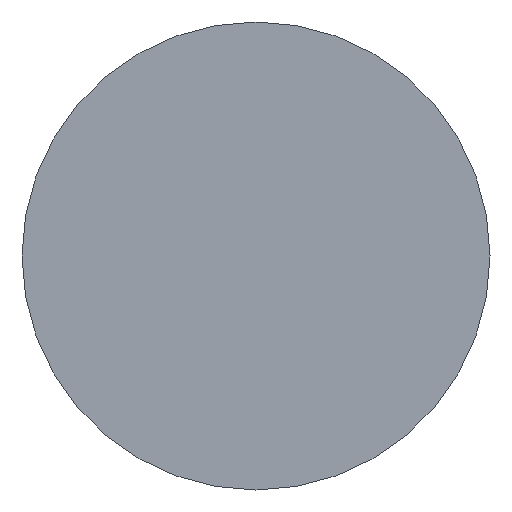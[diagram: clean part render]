
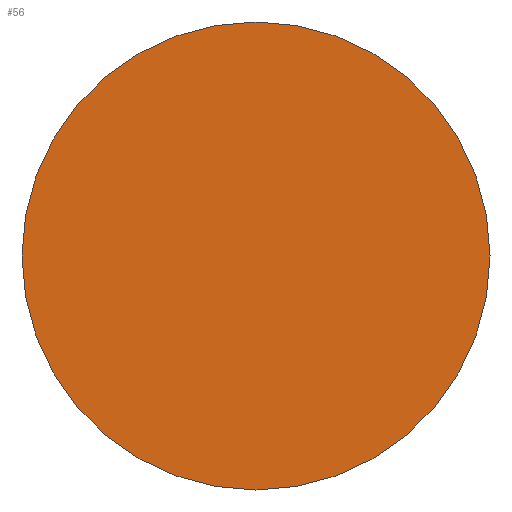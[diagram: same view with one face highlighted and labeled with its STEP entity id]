
A CAD part, left-side view. The second image highlights one B-rep face of the part: STEP entity #56.
In plain terms, the highlighted planar face has unit normal (-1, 0, 0).
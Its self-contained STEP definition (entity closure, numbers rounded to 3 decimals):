
#2 = CARTESIAN_POINT ( 'NONE',  ( -2.5, 0., 0. ) ) ;
#3 = EDGE_LOOP ( 'NONE', ( #17, #16 ) ) ;
#7 = CARTESIAN_POINT ( 'NONE',  ( -2.5, 0., 0. ) ) ;
#10 = CIRCLE ( 'NONE', #40, 25.4 ) ;
#14 = PLANE ( 'NONE',  #117 ) ;
#16 = ORIENTED_EDGE ( 'NONE', *, *, #38, .F. ) ;
#17 = ORIENTED_EDGE ( 'NONE', *, *, #60, .F. ) ;
#18 = AXIS2_PLACEMENT_3D ( 'NONE', #7, #36, #125 ) ;
#36 = DIRECTION ( 'NONE',  ( 1., 0., 0. ) ) ;
#38 = EDGE_CURVE ( 'NONE', #63, #163, #10, .T. ) ;
#40 = AXIS2_PLACEMENT_3D ( 'NONE', #47, #43, #130 ) ;
#43 = DIRECTION ( 'NONE',  ( 1., 0., 0. ) ) ;
#47 = CARTESIAN_POINT ( 'NONE',  ( -2.5, 0., 0. ) ) ;
#56 = ADVANCED_FACE ( 'NONE', ( #82 ), #14, .F. ) ;
#60 = EDGE_CURVE ( 'NONE', #163, #63, #70, .T. ) ;
#63 = VERTEX_POINT ( 'NONE', #99 ) ;
#70 = CIRCLE ( 'NONE', #18, 25.4 ) ;
#82 = FACE_OUTER_BOUND ( 'NONE', #3, .T. ) ;
#87 = DIRECTION ( 'NONE',  ( 0., 0., -1. ) ) ;
#99 = CARTESIAN_POINT ( 'NONE',  ( -2.5, 0., -25.4 ) ) ;
#117 = AXIS2_PLACEMENT_3D ( 'NONE', #2, #150, #87 ) ;
#125 = DIRECTION ( 'NONE',  ( 0., 0., -1. ) ) ;
#130 = DIRECTION ( 'NONE',  ( 0., 0., -1. ) ) ;
#150 = DIRECTION ( 'NONE',  ( 1., 0., 0. ) ) ;
#154 = CARTESIAN_POINT ( 'NONE',  ( -2.5, 0., 25.4 ) ) ;
#163 = VERTEX_POINT ( 'NONE', #154 ) ;
